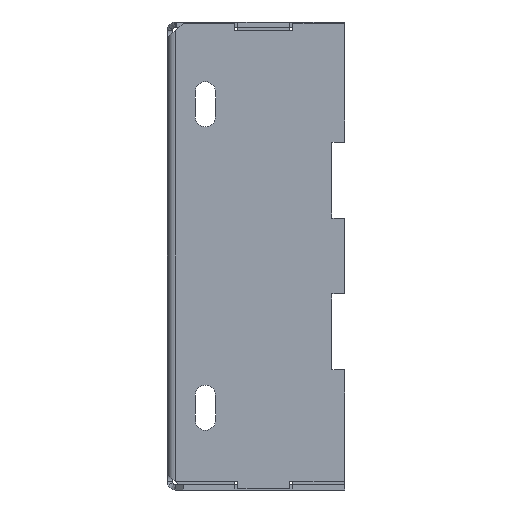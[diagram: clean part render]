
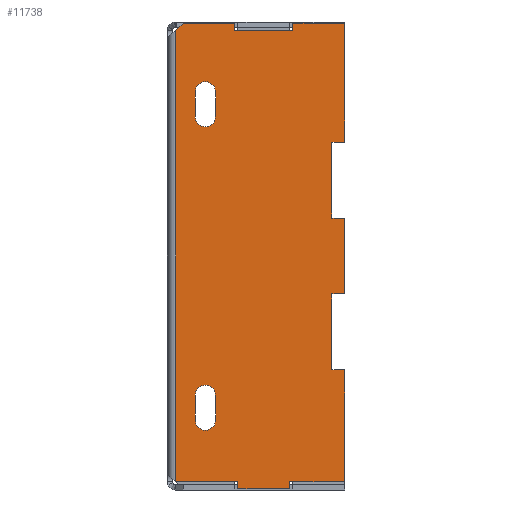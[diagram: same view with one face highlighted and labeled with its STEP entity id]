
A CAD part, left-side view. The second image highlights one B-rep face of the part: STEP entity #11738.
In plain terms, the highlighted planar face has unit normal (-1, 0, 0).
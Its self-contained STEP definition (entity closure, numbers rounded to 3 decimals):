
#444 = VERTEX_POINT('',#445);
#445 = CARTESIAN_POINT('',(-14.68,-1.1,-6.49));
#461 = VERTEX_POINT('',#462);
#462 = CARTESIAN_POINT('',(-14.68,-1.5,-6.89));
#468 = EDGE_CURVE('',#461,#444,#469,.T.);
#469 = CIRCLE('',#470,0.4);
#470 = AXIS2_PLACEMENT_3D('',#471,#472,#473);
#471 = CARTESIAN_POINT('',(-14.68,-1.5,-6.49));
#472 = DIRECTION('',(1.,0.,0.));
#473 = DIRECTION('',(0.,0.,-1.));
#486 = VERTEX_POINT('',#487);
#487 = CARTESIAN_POINT('',(-14.68,-1.1,6.49));
#493 = EDGE_CURVE('',#486,#494,#496,.T.);
#494 = VERTEX_POINT('',#495);
#495 = CARTESIAN_POINT('',(-14.68,-1.5,6.89));
#496 = CIRCLE('',#497,0.4);
#497 = AXIS2_PLACEMENT_3D('',#498,#499,#500);
#498 = CARTESIAN_POINT('',(-14.68,-1.5,6.49));
#499 = DIRECTION('',(1.,0.,-0.));
#500 = DIRECTION('',(0.,0.,1.));
#6409 = VERTEX_POINT('',#6410);
#6410 = CARTESIAN_POINT('',(-14.68,-0.33,8.912));
#6721 = VERTEX_POINT('',#6722);
#6722 = CARTESIAN_POINT('',(-14.68,-0.33,-8.912));
#7410 = EDGE_CURVE('',#6721,#6409,#7411,.T.);
#7411 = LINE('',#7412,#7413);
#7412 = CARTESIAN_POINT('',(-14.68,-0.33,8.92));
#7413 = VECTOR('',#7414,1.);
#7414 = DIRECTION('',(0.,0.,1.));
#9188 = EDGE_CURVE('',#9189,#6409,#9191,.T.);
#9189 = VERTEX_POINT('',#9190);
#9190 = CARTESIAN_POINT('',(-14.68,-0.618,9.2));
#9191 = LINE('',#9192,#9193);
#9192 = CARTESIAN_POINT('',(-14.68,-0.334,8.916));
#9193 = VECTOR('',#9194,1.);
#9194 = DIRECTION('',(0.,0.707,-0.707));
#9213 = VERTEX_POINT('',#9214);
#9214 = CARTESIAN_POINT('',(-14.68,-1.1,-5.51));
#9220 = EDGE_CURVE('',#9213,#9221,#9223,.T.);
#9221 = VERTEX_POINT('',#9222);
#9222 = CARTESIAN_POINT('',(-14.68,-1.9,-5.51));
#9223 = CIRCLE('',#9224,0.4);
#9224 = AXIS2_PLACEMENT_3D('',#9225,#9226,#9227);
#9225 = CARTESIAN_POINT('',(-14.68,-1.5,-5.51));
#9226 = DIRECTION('',(1.,0.,0.));
#9227 = DIRECTION('',(0.,0.,-1.));
#9246 = EDGE_CURVE('',#9247,#9213,#9249,.T.);
#9247 = VERTEX_POINT('',#9248);
#9248 = CARTESIAN_POINT('',(-14.68,-1.1,-6.));
#9249 = LINE('',#9250,#9251);
#9250 = CARTESIAN_POINT('',(-14.68,-1.1,-5.755));
#9251 = VECTOR('',#9252,1.);
#9252 = DIRECTION('',(0.,-0.,1.));
#9270 = EDGE_CURVE('',#444,#9247,#9271,.T.);
#9271 = LINE('',#9272,#9273);
#9272 = CARTESIAN_POINT('',(-14.68,-1.1,-6.245));
#9273 = VECTOR('',#9274,1.);
#9274 = DIRECTION('',(0.,-0.,1.));
#9287 = VERTEX_POINT('',#9288);
#9288 = CARTESIAN_POINT('',(-14.68,-1.9,-6.49));
#9294 = EDGE_CURVE('',#9287,#461,#9295,.T.);
#9295 = CIRCLE('',#9296,0.4);
#9296 = AXIS2_PLACEMENT_3D('',#9297,#9298,#9299);
#9297 = CARTESIAN_POINT('',(-14.68,-1.5,-6.49));
#9298 = DIRECTION('',(1.,0.,0.));
#9299 = DIRECTION('',(0.,0.,-1.));
#9312 = EDGE_CURVE('',#9221,#9287,#9313,.T.);
#9313 = LINE('',#9314,#9315);
#9314 = CARTESIAN_POINT('',(-14.68,-1.9,-6.));
#9315 = VECTOR('',#9316,1.);
#9316 = DIRECTION('',(0.,-0.,-1.));
#9327 = EDGE_CURVE('',#494,#9328,#9330,.T.);
#9328 = VERTEX_POINT('',#9329);
#9329 = CARTESIAN_POINT('',(-14.68,-1.9,6.49));
#9330 = CIRCLE('',#9331,0.4);
#9331 = AXIS2_PLACEMENT_3D('',#9332,#9333,#9334);
#9332 = CARTESIAN_POINT('',(-14.68,-1.5,6.49));
#9333 = DIRECTION('',(1.,0.,-0.));
#9334 = DIRECTION('',(0.,0.,1.));
#9353 = EDGE_CURVE('',#486,#9354,#9356,.T.);
#9354 = VERTEX_POINT('',#9355);
#9355 = CARTESIAN_POINT('',(-14.68,-1.1,6.));
#9356 = LINE('',#9357,#9358);
#9357 = CARTESIAN_POINT('',(-14.68,-1.1,6.245));
#9358 = VECTOR('',#9359,1.);
#9359 = DIRECTION('',(0.,-0.,-1.));
#9377 = EDGE_CURVE('',#9354,#9378,#9380,.T.);
#9378 = VERTEX_POINT('',#9379);
#9379 = CARTESIAN_POINT('',(-14.68,-1.1,5.51));
#9380 = LINE('',#9381,#9382);
#9381 = CARTESIAN_POINT('',(-14.68,-1.1,5.755));
#9382 = VECTOR('',#9383,1.);
#9383 = DIRECTION('',(0.,-0.,-1.));
#9401 = VERTEX_POINT('',#9402);
#9402 = CARTESIAN_POINT('',(-14.68,-1.9,5.51));
#9408 = EDGE_CURVE('',#9401,#9378,#9409,.T.);
#9409 = CIRCLE('',#9410,0.4);
#9410 = AXIS2_PLACEMENT_3D('',#9411,#9412,#9413);
#9411 = CARTESIAN_POINT('',(-14.68,-1.5,5.51));
#9412 = DIRECTION('',(1.,0.,-0.));
#9413 = DIRECTION('',(0.,0.,1.));
#9426 = EDGE_CURVE('',#9401,#9328,#9427,.T.);
#9427 = LINE('',#9428,#9429);
#9428 = CARTESIAN_POINT('',(-14.68,-1.9,6.));
#9429 = VECTOR('',#9430,1.);
#9430 = DIRECTION('',(0.,-0.,1.));
#9444 = VERTEX_POINT('',#9445);
#9445 = CARTESIAN_POINT('',(-14.68,-6.5,4.5));
#9451 = EDGE_CURVE('',#9452,#9444,#9454,.T.);
#9452 = VERTEX_POINT('',#9453);
#9453 = CARTESIAN_POINT('',(-14.68,-6.5,1.5));
#9454 = LINE('',#9455,#9456);
#9455 = CARTESIAN_POINT('',(-14.68,-6.5,3.));
#9456 = VECTOR('',#9457,1.);
#9457 = DIRECTION('',(0.,-0.,1.));
#9474 = EDGE_CURVE('',#9452,#9475,#9477,.T.);
#9475 = VERTEX_POINT('',#9476);
#9476 = CARTESIAN_POINT('',(-14.68,-7.,1.5));
#9477 = LINE('',#9478,#9479);
#9478 = CARTESIAN_POINT('',(-14.68,-6.75,1.5));
#9479 = VECTOR('',#9480,1.);
#9480 = DIRECTION('',(-0.,-1.,-0.));
#9499 = EDGE_CURVE('',#9500,#9475,#9502,.T.);
#9500 = VERTEX_POINT('',#9501);
#9501 = CARTESIAN_POINT('',(-14.68,-7.,-1.5));
#9502 = LINE('',#9503,#9504);
#9503 = CARTESIAN_POINT('',(-14.68,-7.,0.));
#9504 = VECTOR('',#9505,1.);
#9505 = DIRECTION('',(0.,-0.,1.));
#9523 = EDGE_CURVE('',#9524,#9500,#9526,.T.);
#9524 = VERTEX_POINT('',#9525);
#9525 = CARTESIAN_POINT('',(-14.68,-6.5,-1.5));
#9526 = LINE('',#9527,#9528);
#9527 = CARTESIAN_POINT('',(-14.68,-6.75,-1.5));
#9528 = VECTOR('',#9529,1.);
#9529 = DIRECTION('',(-0.,-1.,-0.));
#9547 = EDGE_CURVE('',#9548,#9524,#9550,.T.);
#9548 = VERTEX_POINT('',#9549);
#9549 = CARTESIAN_POINT('',(-14.68,-6.5,-4.5));
#9550 = LINE('',#9551,#9552);
#9551 = CARTESIAN_POINT('',(-14.68,-6.5,-3.));
#9552 = VECTOR('',#9553,1.);
#9553 = DIRECTION('',(0.,-0.,1.));
#9570 = EDGE_CURVE('',#9548,#9571,#9573,.T.);
#9571 = VERTEX_POINT('',#9572);
#9572 = CARTESIAN_POINT('',(-14.68,-7.,-4.5));
#9573 = LINE('',#9574,#9575);
#9574 = CARTESIAN_POINT('',(-14.68,-6.75,-4.5));
#9575 = VECTOR('',#9576,1.);
#9576 = DIRECTION('',(-0.,-1.,-0.));
#9595 = EDGE_CURVE('',#9571,#9596,#9598,.T.);
#9596 = VERTEX_POINT('',#9597);
#9597 = CARTESIAN_POINT('',(-14.68,-7.,-8.92));
#9598 = LINE('',#9599,#9600);
#9599 = CARTESIAN_POINT('',(-14.68,-7.,0.));
#9600 = VECTOR('',#9601,1.);
#9601 = DIRECTION('',(0.,-0.,-1.));
#9618 = EDGE_CURVE('',#9596,#9619,#9621,.T.);
#9619 = VERTEX_POINT('',#9620);
#9620 = CARTESIAN_POINT('',(-14.68,-4.827,-8.92));
#9621 = LINE('',#9622,#9623);
#9622 = CARTESIAN_POINT('',(-14.68,-5.914,-8.92));
#9623 = VECTOR('',#9624,1.);
#9624 = DIRECTION('',(0.,1.,0.));
#9642 = EDGE_CURVE('',#9619,#9643,#9645,.T.);
#9643 = VERTEX_POINT('',#9644);
#9644 = CARTESIAN_POINT('',(-14.68,-4.827,-9.2));
#9645 = LINE('',#9646,#9647);
#9646 = CARTESIAN_POINT('',(-14.68,-4.827,-9.06));
#9647 = VECTOR('',#9648,1.);
#9648 = DIRECTION('',(0.,-0.,-1.));
#9666 = EDGE_CURVE('',#9643,#9667,#9669,.T.);
#9667 = VERTEX_POINT('',#9668);
#9668 = CARTESIAN_POINT('',(-14.68,-2.784,-9.2));
#9669 = LINE('',#9670,#9671);
#9670 = CARTESIAN_POINT('',(-14.68,-3.806,-9.2));
#9671 = VECTOR('',#9672,1.);
#9672 = DIRECTION('',(0.,1.,0.));
#9690 = EDGE_CURVE('',#9667,#9691,#9693,.T.);
#9691 = VERTEX_POINT('',#9692);
#9692 = CARTESIAN_POINT('',(-14.68,-2.784,-8.92));
#9693 = LINE('',#9694,#9695);
#9694 = CARTESIAN_POINT('',(-14.68,-2.784,-9.06));
#9695 = VECTOR('',#9696,1.);
#9696 = DIRECTION('',(0.,-0.,1.));
#9714 = EDGE_CURVE('',#9691,#9715,#9717,.T.);
#9715 = VERTEX_POINT('',#9716);
#9716 = CARTESIAN_POINT('',(-14.68,-0.338,-8.92));
#9717 = LINE('',#9718,#9719);
#9718 = CARTESIAN_POINT('',(-14.68,-1.561,-8.92));
#9719 = VECTOR('',#9720,1.);
#9720 = DIRECTION('',(0.,1.,0.));
#9738 = EDGE_CURVE('',#9715,#6721,#9739,.T.);
#9739 = LINE('',#9740,#9741);
#9740 = CARTESIAN_POINT('',(-14.68,-0.334,-8.916));
#9741 = VECTOR('',#9742,1.);
#9742 = DIRECTION('',(0.,0.707,0.707));
#9755 = EDGE_CURVE('',#9189,#9756,#9758,.T.);
#9756 = VERTEX_POINT('',#9757);
#9757 = CARTESIAN_POINT('',(-14.68,-2.654,9.2));
#9758 = LINE('',#9759,#9760);
#9759 = CARTESIAN_POINT('',(-14.68,-1.636,9.2));
#9760 = VECTOR('',#9761,1.);
#9761 = DIRECTION('',(-0.,-1.,-0.));
#9779 = EDGE_CURVE('',#9756,#9780,#9782,.T.);
#9780 = VERTEX_POINT('',#9781);
#9781 = CARTESIAN_POINT('',(-14.68,-2.654,8.92));
#9782 = LINE('',#9783,#9784);
#9783 = CARTESIAN_POINT('',(-14.68,-2.654,9.06));
#9784 = VECTOR('',#9785,1.);
#9785 = DIRECTION('',(0.,-0.,-1.));
#9803 = EDGE_CURVE('',#9780,#9804,#9806,.T.);
#9804 = VERTEX_POINT('',#9805);
#9805 = CARTESIAN_POINT('',(-14.68,-4.957,8.92));
#9806 = LINE('',#9807,#9808);
#9807 = CARTESIAN_POINT('',(-14.68,-3.806,8.92));
#9808 = VECTOR('',#9809,1.);
#9809 = DIRECTION('',(-0.,-1.,-0.));
#9827 = EDGE_CURVE('',#9804,#9828,#9830,.T.);
#9828 = VERTEX_POINT('',#9829);
#9829 = CARTESIAN_POINT('',(-14.68,-4.957,9.2));
#9830 = LINE('',#9831,#9832);
#9831 = CARTESIAN_POINT('',(-14.68,-4.957,9.06));
#9832 = VECTOR('',#9833,1.);
#9833 = DIRECTION('',(0.,-0.,1.));
#9851 = EDGE_CURVE('',#9828,#9852,#9854,.T.);
#9852 = VERTEX_POINT('',#9853);
#9853 = CARTESIAN_POINT('',(-14.68,-7.,9.2));
#9854 = LINE('',#9855,#9856);
#9855 = CARTESIAN_POINT('',(-14.68,-5.979,9.2));
#9856 = VECTOR('',#9857,1.);
#9857 = DIRECTION('',(-0.,-1.,-0.));
#9874 = EDGE_CURVE('',#9852,#9875,#9877,.T.);
#9875 = VERTEX_POINT('',#9876);
#9876 = CARTESIAN_POINT('',(-14.68,-7.,4.5));
#9877 = LINE('',#9878,#9879);
#9878 = CARTESIAN_POINT('',(-14.68,-7.,0.));
#9879 = VECTOR('',#9880,1.);
#9880 = DIRECTION('',(0.,-0.,-1.));
#9900 = EDGE_CURVE('',#9444,#9875,#9901,.T.);
#9901 = LINE('',#9902,#9903);
#9902 = CARTESIAN_POINT('',(-14.68,-6.75,4.5));
#9903 = VECTOR('',#9904,1.);
#9904 = DIRECTION('',(-0.,-1.,-0.));
#11738 = ADVANCED_FACE('',(#11739,#11747,#11755),#11779,.T.);
#11739 = FACE_BOUND('',#11740,.T.);
#11740 = EDGE_LOOP('',(#11741,#11742,#11743,#11744,#11745,#11746));
#11741 = ORIENTED_EDGE('',*,*,#9220,.T.);
#11742 = ORIENTED_EDGE('',*,*,#9312,.T.);
#11743 = ORIENTED_EDGE('',*,*,#9294,.T.);
#11744 = ORIENTED_EDGE('',*,*,#468,.T.);
#11745 = ORIENTED_EDGE('',*,*,#9270,.T.);
#11746 = ORIENTED_EDGE('',*,*,#9246,.T.);
#11747 = FACE_BOUND('',#11748,.T.);
#11748 = EDGE_LOOP('',(#11749,#11750,#11751,#11752,#11753,#11754));
#11749 = ORIENTED_EDGE('',*,*,#493,.T.);
#11750 = ORIENTED_EDGE('',*,*,#9327,.T.);
#11751 = ORIENTED_EDGE('',*,*,#9426,.F.);
#11752 = ORIENTED_EDGE('',*,*,#9408,.T.);
#11753 = ORIENTED_EDGE('',*,*,#9377,.F.);
#11754 = ORIENTED_EDGE('',*,*,#9353,.F.);
#11755 = FACE_BOUND('',#11756,.T.);
#11756 = EDGE_LOOP('',(#11757,#11758,#11759,#11760,#11761,#11762,#11763,
    #11764,#11765,#11766,#11767,#11768,#11769,#11770,#11771,#11772,
    #11773,#11774,#11775,#11776,#11777,#11778));
#11757 = ORIENTED_EDGE('',*,*,#9451,.T.);
#11758 = ORIENTED_EDGE('',*,*,#9900,.T.);
#11759 = ORIENTED_EDGE('',*,*,#9874,.F.);
#11760 = ORIENTED_EDGE('',*,*,#9851,.F.);
#11761 = ORIENTED_EDGE('',*,*,#9827,.F.);
#11762 = ORIENTED_EDGE('',*,*,#9803,.F.);
#11763 = ORIENTED_EDGE('',*,*,#9779,.F.);
#11764 = ORIENTED_EDGE('',*,*,#9755,.F.);
#11765 = ORIENTED_EDGE('',*,*,#9188,.T.);
#11766 = ORIENTED_EDGE('',*,*,#7410,.F.);
#11767 = ORIENTED_EDGE('',*,*,#9738,.F.);
#11768 = ORIENTED_EDGE('',*,*,#9714,.F.);
#11769 = ORIENTED_EDGE('',*,*,#9690,.F.);
#11770 = ORIENTED_EDGE('',*,*,#9666,.F.);
#11771 = ORIENTED_EDGE('',*,*,#9642,.F.);
#11772 = ORIENTED_EDGE('',*,*,#9618,.F.);
#11773 = ORIENTED_EDGE('',*,*,#9595,.F.);
#11774 = ORIENTED_EDGE('',*,*,#9570,.F.);
#11775 = ORIENTED_EDGE('',*,*,#9547,.T.);
#11776 = ORIENTED_EDGE('',*,*,#9523,.T.);
#11777 = ORIENTED_EDGE('',*,*,#9499,.T.);
#11778 = ORIENTED_EDGE('',*,*,#9474,.F.);
#11779 = PLANE('',#11780);
#11780 = AXIS2_PLACEMENT_3D('',#11781,#11782,#11783);
#11781 = CARTESIAN_POINT('',(-14.68,-0.33,8.92));
#11782 = DIRECTION('',(-1.,0.,0.));
#11783 = DIRECTION('',(0.,0.,1.));
